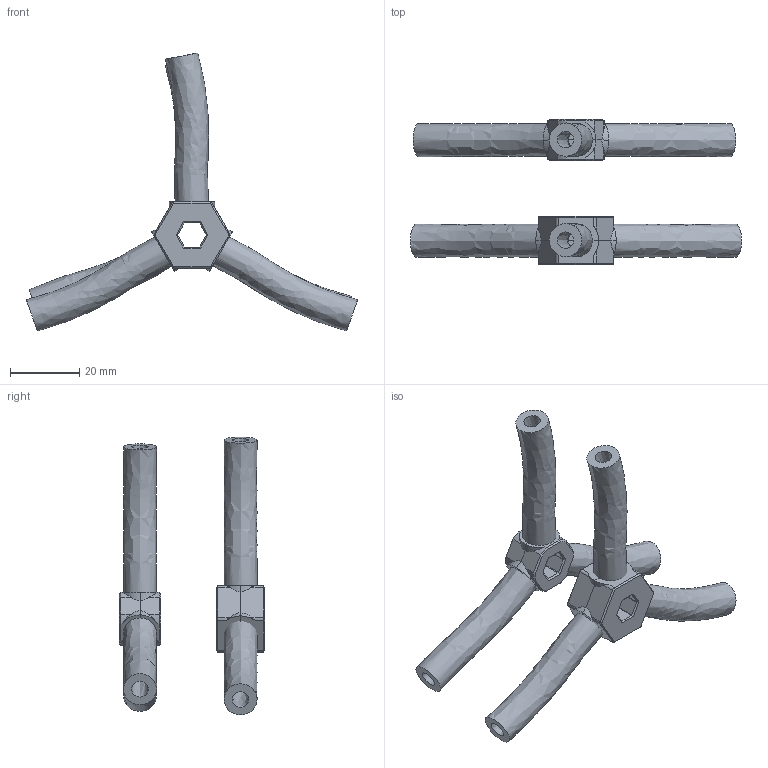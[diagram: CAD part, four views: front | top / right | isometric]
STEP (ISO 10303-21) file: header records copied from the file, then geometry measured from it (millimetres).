
FILE_DESCRIPTION(/* description */ ('STEP AP242','CAx-IF Rec.Pracs.---Representation and Presentation of Product Manufacturing Information (PMI)---4.0---2014-10-13','CAx-IF Rec.Pracs.---3D Tessellated Geometry---0.4---2014-09-14','2;1'),/* implementation_level */ '2;1');
FILE_NAME(/* name */ '6781dcbffe3838051d437703',/* time_stamp */ '2025-01-11T02:51:44Z',/* author */ (''),/* organization */ (''),/* preprocessor_version */ 'ST-DEVELOPER v20',/* originating_system */ 'ONSHAPE BY PTC INC, 1.192',/* authorisation */ ' ');
FILE_SCHEMA (('AP242_MANAGED_MODEL_BASED_3D_ENGINEERING_MIM_LF { 1 0 10303 442 1 1 4 }'));
Length unit declared in the file: metre
Products named in the file (6): opTake Asmb; Part 1; Yellow Version; Part 2
Assembly tree (10 placements, depth 2):
  opTake Asmb
    Part 1  x6
    Yellow Version
    Part 1
    Part 2
    Yellow Version
Bounding box: 95.54 x 42 x 80.17 mm (x, y, z)
Volume: 20452.7 mm3; surface area: 18267 mm2
Topology: 10 solids, 10 shells, 398 faces, 1002 edges, 624 vertices
Faces by surface type: plane 158, cylinder 108, cone 66, torus 54, bspline 12
Entity records: 11917 total; most frequent: CARTESIAN_POINT 2481, DIRECTION 2024, ORIENTED_EDGE 1940, EDGE_CURVE 970, AXIS2_PLACEMENT_3D 799, VERTEX_POINT 604, LINE 426, VECTOR 426
